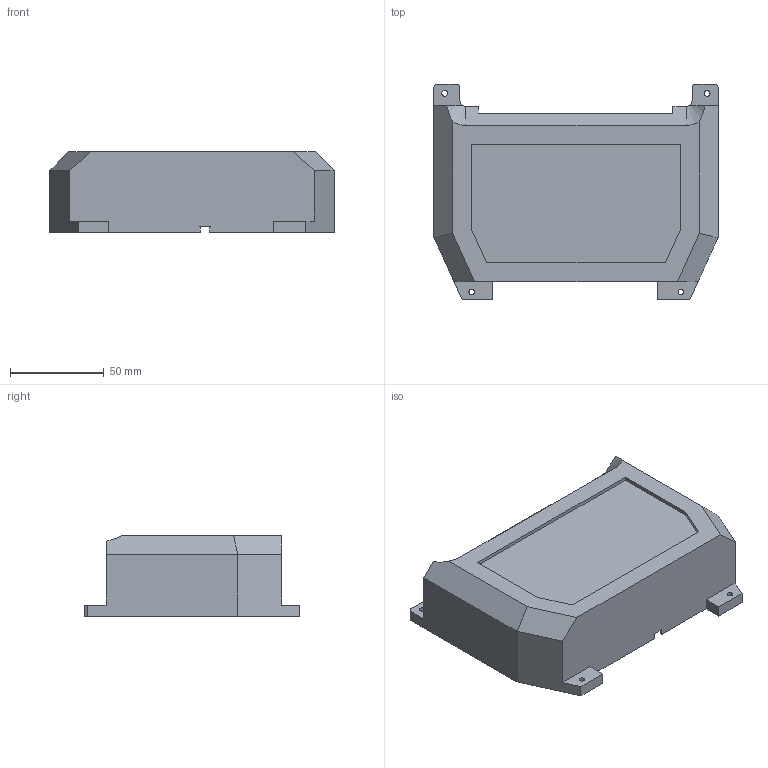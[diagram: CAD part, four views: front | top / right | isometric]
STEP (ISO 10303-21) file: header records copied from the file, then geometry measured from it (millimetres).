
FILE_DESCRIPTION (( 'STEP AP214' ), '1' );
FILE_NAME ('綴裔悵誘褲.STEP', '2024-10-07T07:52:23', ( '' ), ( '' ), 'SwSTEP 2.0', 'SolidWorks 2020', '' );
FILE_SCHEMA (( 'AUTOMOTIVE_DESIGN' ));
Length unit declared in the file: millimetre
Products named in the file (1): 綴裔悵誘褲
Bounding box: 151.4 x 114.96 x 43 mm (x, y, z)
Volume: 222302.3 mm3; surface area: 55589.9 mm2
Topology: 1 solids, 1 shells, 89 faces, 224 edges, 148 vertices
Faces by surface type: plane 51, cylinder 36, cone 2
Entity records: 2762 total; most frequent: CARTESIAN_POINT 500, DIRECTION 476, ORIENTED_EDGE 448, EDGE_CURVE 224, AXIS2_PLACEMENT_3D 166, VERTEX_POINT 148, LINE 144, VECTOR 144
